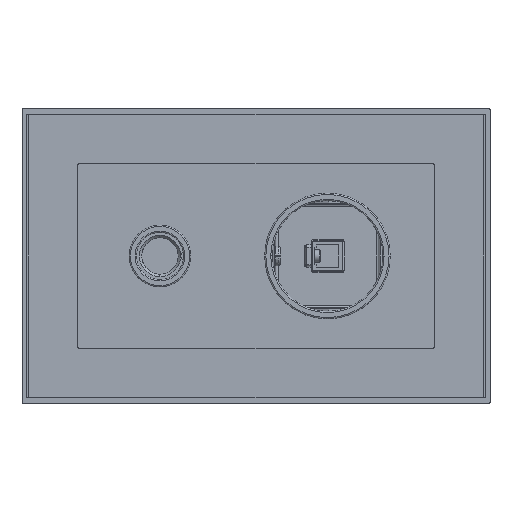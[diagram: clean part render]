
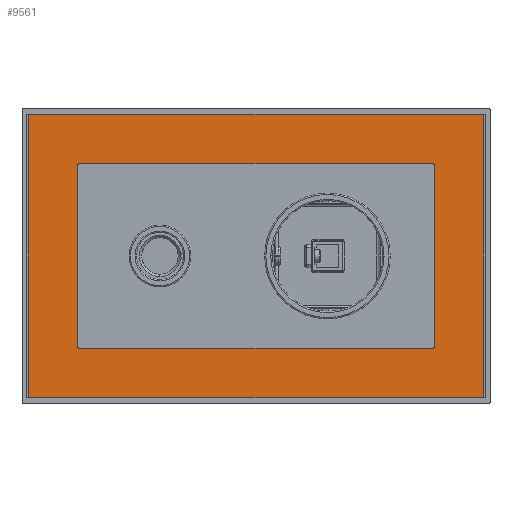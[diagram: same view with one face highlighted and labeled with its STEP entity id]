
A CAD part, left-side view. The second image highlights one B-rep face of the part: STEP entity #9561.
In plain terms, the highlighted face is planar.
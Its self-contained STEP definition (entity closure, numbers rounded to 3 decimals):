
#9068=CARTESIAN_POINT('',(-36.5,6.,-71.5));
#9069=DIRECTION('',(0.,-1.,0.));
#9070=DIRECTION('',(-1.,0.,0.));
#9071=AXIS2_PLACEMENT_3D('',#9068,#9069,#9070);
#9098=CARTESIAN_POINT('',(-36.5,6.,71.5));
#9099=DIRECTION('',(0.,-1.,0.));
#9100=DIRECTION('',(0.,0.,1.));
#9101=AXIS2_PLACEMENT_3D('',#9098,#9099,#9100);
#9128=CARTESIAN_POINT('',(36.5,6.,71.5));
#9129=DIRECTION('',(0.,-1.,0.));
#9130=DIRECTION('',(1.,0.,0.));
#9131=AXIS2_PLACEMENT_3D('',#9128,#9129,#9130);
#9158=CARTESIAN_POINT('',(36.5,6.,-71.5));
#9159=DIRECTION('',(0.,-1.,0.));
#9160=DIRECTION('',(0.,0.,-1.));
#9161=AXIS2_PLACEMENT_3D('',#9158,#9159,#9160);
#9166=DIRECTION('',(0.,0.,1.));
#9167=VECTOR('',#9166,143.);
#9168=CARTESIAN_POINT('',(37.5,6.,-71.5));
#9169=LINE('',#9168,#9167);
#9173=DIRECTION('',(1.,0.,0.));
#9174=VECTOR('',#9173,73.);
#9175=CARTESIAN_POINT('',(-36.5,6.,-72.5));
#9176=LINE('',#9175,#9174);
#9180=DIRECTION('',(0.,0.,-1.));
#9181=VECTOR('',#9180,143.);
#9182=CARTESIAN_POINT('',(-37.5,6.,71.5));
#9183=LINE('',#9182,#9181);
#9187=DIRECTION('',(-1.,0.,0.));
#9188=VECTOR('',#9187,73.);
#9189=CARTESIAN_POINT('',(36.5,6.,72.5));
#9190=LINE('',#9189,#9188);
#9194=CARTESIAN_POINT('',(56.5,6.,-91.5));
#9195=DIRECTION('',(0.,1.,0.));
#9196=DIRECTION('',(1.,0.,0.));
#9197=AXIS2_PLACEMENT_3D('',#9194,#9195,#9196);
#9202=DIRECTION('',(0.,0.,-1.));
#9203=VECTOR('',#9202,183.);
#9204=CARTESIAN_POINT('',(57.5,6.,91.5));
#9205=LINE('',#9204,#9203);
#9209=CARTESIAN_POINT('',(56.5,6.,91.5));
#9210=DIRECTION('',(0.,1.,0.));
#9211=DIRECTION('',(0.,0.,1.));
#9212=AXIS2_PLACEMENT_3D('',#9209,#9210,#9211);
#9217=DIRECTION('',(1.,0.,0.));
#9218=VECTOR('',#9217,113.);
#9219=CARTESIAN_POINT('',(-56.5,6.,92.5));
#9220=LINE('',#9219,#9218);
#9224=CARTESIAN_POINT('',(-56.5,6.,91.5));
#9225=DIRECTION('',(0.,1.,0.));
#9226=DIRECTION('',(-1.,0.,0.));
#9227=AXIS2_PLACEMENT_3D('',#9224,#9225,#9226);
#9232=DIRECTION('',(0.,0.,1.));
#9233=VECTOR('',#9232,183.);
#9234=CARTESIAN_POINT('',(-57.5,6.,-91.5));
#9235=LINE('',#9234,#9233);
#9239=CARTESIAN_POINT('',(-56.5,6.,-91.5));
#9240=DIRECTION('',(0.,1.,0.));
#9241=DIRECTION('',(0.,0.,-1.));
#9242=AXIS2_PLACEMENT_3D('',#9239,#9240,#9241);
#9247=DIRECTION('',(-1.,0.,0.));
#9248=VECTOR('',#9247,113.);
#9249=CARTESIAN_POINT('',(56.5,6.,-92.5));
#9250=LINE('',#9249,#9248);
#9311=CARTESIAN_POINT('',(-36.5,6.,-72.5));
#9313=VERTEX_POINT('',#9311);
#9315=CARTESIAN_POINT('',(-37.5,6.,-71.5));
#9317=VERTEX_POINT('',#9315);
#9319=CARTESIAN_POINT('',(37.5,6.,-71.5));
#9321=VERTEX_POINT('',#9319);
#9323=CARTESIAN_POINT('',(36.5,6.,-72.5));
#9325=VERTEX_POINT('',#9323);
#9327=CARTESIAN_POINT('',(36.5,6.,72.5));
#9329=VERTEX_POINT('',#9327);
#9331=CARTESIAN_POINT('',(37.5,6.,71.5));
#9333=VERTEX_POINT('',#9331);
#9335=CARTESIAN_POINT('',(-37.5,6.,71.5));
#9337=VERTEX_POINT('',#9335);
#9339=CARTESIAN_POINT('',(-36.5,6.,72.5));
#9341=VERTEX_POINT('',#9339);
#9346=CARTESIAN_POINT('',(57.5,6.,-91.5));
#9347=VERTEX_POINT('',#9346);
#9348=CARTESIAN_POINT('',(56.5,6.,-92.5));
#9349=VERTEX_POINT('',#9348);
#9354=CARTESIAN_POINT('',(-56.5,6.,-92.5));
#9355=VERTEX_POINT('',#9354);
#9356=CARTESIAN_POINT('',(-57.5,6.,-91.5));
#9357=VERTEX_POINT('',#9356);
#9362=CARTESIAN_POINT('',(-57.5,6.,91.5));
#9363=VERTEX_POINT('',#9362);
#9364=CARTESIAN_POINT('',(-56.5,6.,92.5));
#9365=VERTEX_POINT('',#9364);
#9370=CARTESIAN_POINT('',(56.5,6.,92.5));
#9371=VERTEX_POINT('',#9370);
#9372=CARTESIAN_POINT('',(57.5,6.,91.5));
#9373=VERTEX_POINT('',#9372);
#9528=CARTESIAN_POINT('',(0.,6.,0.));
#9529=DIRECTION('',(0.,1.,0.));
#9530=DIRECTION('',(1.,0.,0.));
#9531=AXIS2_PLACEMENT_3D('',#9528,#9529,#9530);
#9532=PLANE('',#9531);
#9534=ORIENTED_EDGE('',*,*,#9533,.F.);
#9536=ORIENTED_EDGE('',*,*,#9535,.F.);
#9538=ORIENTED_EDGE('',*,*,#9537,.F.);
#9540=ORIENTED_EDGE('',*,*,#9539,.F.);
#9542=ORIENTED_EDGE('',*,*,#9541,.F.);
#9544=ORIENTED_EDGE('',*,*,#9543,.F.);
#9546=ORIENTED_EDGE('',*,*,#9545,.F.);
#9548=ORIENTED_EDGE('',*,*,#9547,.F.);
#9549=EDGE_LOOP('',(#9534,#9536,#9538,#9540,#9542,#9544,#9546,#9548));
#9550=FACE_OUTER_BOUND('',#9549,.F.);
#9551=ORIENTED_EDGE('',*,*,#9508,.F.);
#9552=ORIENTED_EDGE('',*,*,#9523,.F.);
#9553=ORIENTED_EDGE('',*,*,#9423,.F.);
#9554=ORIENTED_EDGE('',*,*,#9440,.F.);
#9555=ORIENTED_EDGE('',*,*,#9454,.F.);
#9556=ORIENTED_EDGE('',*,*,#9468,.F.);
#9557=ORIENTED_EDGE('',*,*,#9480,.F.);
#9558=ORIENTED_EDGE('',*,*,#9496,.F.);
#9559=EDGE_LOOP('',(#9551,#9552,#9553,#9554,#9555,#9556,#9557,#9558));
#9560=FACE_BOUND('',#9559,.F.);
#9561=ADVANCED_FACE('',(#9550,#9560),#9532,.T.);
#9072=CIRCLE('',#9071,1.);
#9102=CIRCLE('',#9101,1.);
#9132=CIRCLE('',#9131,1.);
#9162=CIRCLE('',#9161,1.);
#9198=CIRCLE('',#9197,1.);
#9213=CIRCLE('',#9212,1.);
#9228=CIRCLE('',#9227,1.);
#9243=CIRCLE('',#9242,1.);
#9423=EDGE_CURVE('',#9313,#9325,#9176,.T.);
#9440=EDGE_CURVE('',#9317,#9313,#9072,.T.);
#9454=EDGE_CURVE('',#9337,#9317,#9183,.T.);
#9468=EDGE_CURVE('',#9341,#9337,#9102,.T.);
#9480=EDGE_CURVE('',#9329,#9341,#9190,.T.);
#9496=EDGE_CURVE('',#9333,#9329,#9132,.T.);
#9508=EDGE_CURVE('',#9321,#9333,#9169,.T.);
#9523=EDGE_CURVE('',#9325,#9321,#9162,.T.);
#9533=EDGE_CURVE('',#9347,#9349,#9198,.T.);
#9535=EDGE_CURVE('',#9373,#9347,#9205,.T.);
#9537=EDGE_CURVE('',#9371,#9373,#9213,.T.);
#9539=EDGE_CURVE('',#9365,#9371,#9220,.T.);
#9541=EDGE_CURVE('',#9363,#9365,#9228,.T.);
#9543=EDGE_CURVE('',#9357,#9363,#9235,.T.);
#9545=EDGE_CURVE('',#9355,#9357,#9243,.T.);
#9547=EDGE_CURVE('',#9349,#9355,#9250,.T.);
